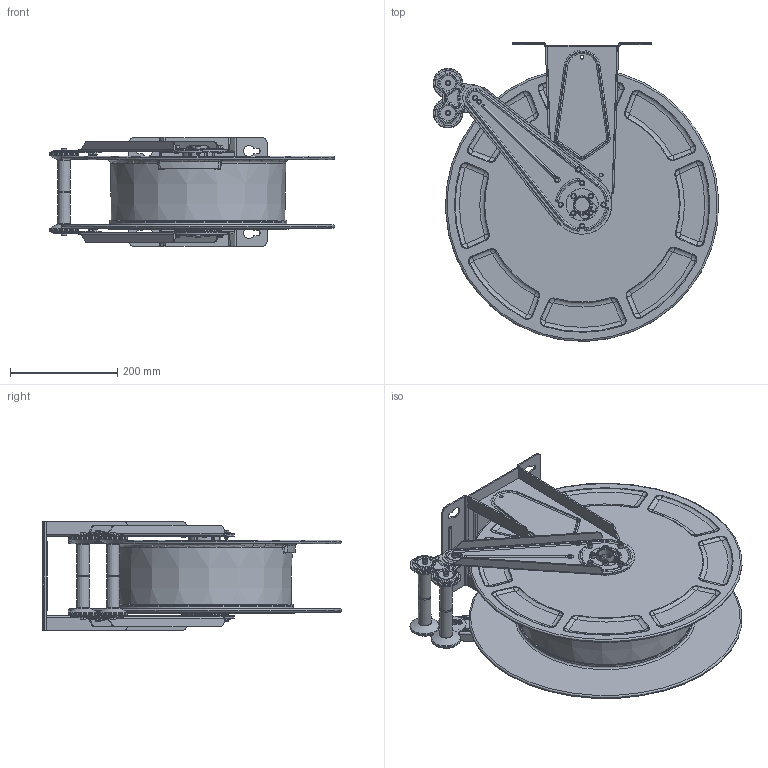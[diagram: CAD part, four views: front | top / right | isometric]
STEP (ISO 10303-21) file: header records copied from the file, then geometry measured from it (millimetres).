
FILE_DESCRIPTION(/* description */ ('Unknown'),/* implementation_level */ '2;1');
FILE_NAME(/* name */ '9532-000',/* time_stamp */ '2020-11-17T10:24:26+01:00',/* author */ ('Unknown'),/* organization */ ('Unknown'),/* preprocessor_version */ 'ST-DEVELOPER v16.7',/* originating_system */ 'DEX',/* authorisation */ $);
FILE_SCHEMA (('AUTOMOTIVE_DESIGN {1 0 10303 214 3 1 1}'));
Products named in the file (1): 9532-000
Bounding box: 532.77 x 557.49 x 203.45 mm (x, y, z)
Volume: 13416265.3 mm3; surface area: 1314789.2 mm2
Topology: 1 solids, 23 shells, 2615 faces, 6392 edges, 3839 vertices
Faces by surface type: plane 704, cylinder 688, torus 543, bspline 418, cone 178, sphere 84
Full cylindrical faces by diameter (mm): 5 x4, 5.2 x2, 6 x21, 6.3 x2, 6.499 x7, 6.5 x18, 7.3 x8, 8.5 x2, 10 x20, 11 x2, 23 x6, 26.6 x1, 26.8 x1, 31.95 x1, 32.3 x1, 60 x2, 510 x1
Entity records: 105184 total; most frequent: CARTESIAN_POINT 30546, ORIENTED_EDGE 11718, DIRECTION 11297, EDGE_CURVE 5859, AXIS2_PLACEMENT_3D 4699, VERTEX_POINT 3689, EDGE_LOOP 3082, FACE_BOUND 3082
